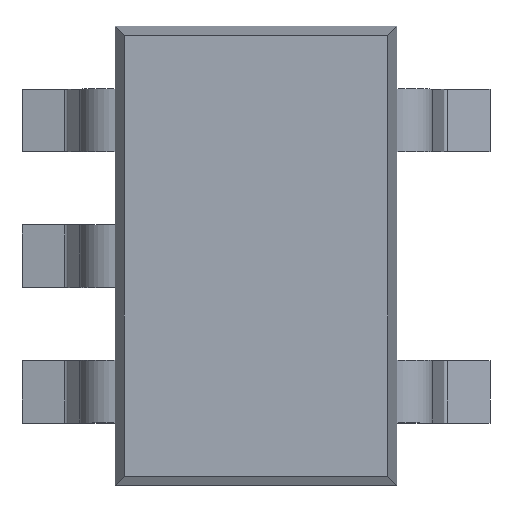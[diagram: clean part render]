
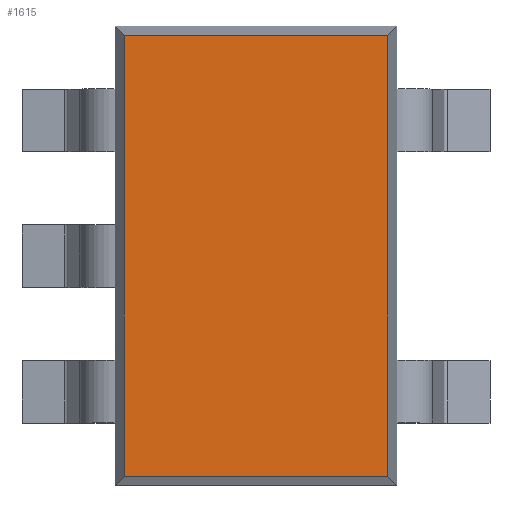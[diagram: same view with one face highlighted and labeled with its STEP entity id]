
A CAD part, top view. The second image highlights one B-rep face of the part: STEP entity #1615.
In plain terms, the highlighted planar face has unit normal (0, 0, 1).
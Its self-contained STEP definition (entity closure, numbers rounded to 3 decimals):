
#654 = VERTEX_POINT('',#655);
#655 = CARTESIAN_POINT('',(-0.631,1.056,1.1));
#663 = VERTEX_POINT('',#664);
#664 = CARTESIAN_POINT('',(0.631,1.056,1.1));
#670 = EDGE_CURVE('',#654,#663,#671,.T.);
#671 = LINE('',#672,#673);
#672 = CARTESIAN_POINT('',(-0.675,1.056,1.1));
#673 = VECTOR('',#674,1.);
#674 = DIRECTION('',(1.,0.,0.));
#708 = VERTEX_POINT('',#709);
#709 = CARTESIAN_POINT('',(-0.631,-1.056,1.1));
#715 = EDGE_CURVE('',#654,#708,#716,.T.);
#716 = LINE('',#717,#718);
#717 = CARTESIAN_POINT('',(-0.631,1.1,1.1));
#718 = VECTOR('',#719,1.);
#719 = DIRECTION('',(0.,-1.,0.));
#1233 = VERTEX_POINT('',#1234);
#1234 = CARTESIAN_POINT('',(0.631,-1.056,1.1));
#1240 = EDGE_CURVE('',#708,#1233,#1241,.T.);
#1241 = LINE('',#1242,#1243);
#1242 = CARTESIAN_POINT('',(-0.675,-1.056,1.1));
#1243 = VECTOR('',#1244,1.);
#1244 = DIRECTION('',(1.,0.,0.));
#1330 = EDGE_CURVE('',#663,#1233,#1331,.T.);
#1331 = LINE('',#1332,#1333);
#1332 = CARTESIAN_POINT('',(0.631,1.1,1.1));
#1333 = VECTOR('',#1334,1.);
#1334 = DIRECTION('',(0.,-1.,0.));
#1615 = ADVANCED_FACE('',(#1616),#1622,.T.);
#1616 = FACE_BOUND('',#1617,.T.);
#1617 = EDGE_LOOP('',(#1618,#1619,#1620,#1621));
#1618 = ORIENTED_EDGE('',*,*,#670,.F.);
#1619 = ORIENTED_EDGE('',*,*,#715,.T.);
#1620 = ORIENTED_EDGE('',*,*,#1240,.T.);
#1621 = ORIENTED_EDGE('',*,*,#1330,.F.);
#1622 = PLANE('',#1623);
#1623 = AXIS2_PLACEMENT_3D('',#1624,#1625,#1626);
#1624 = CARTESIAN_POINT('',(-0.631,1.1,1.1));
#1625 = DIRECTION('',(0.,0.,1.));
#1626 = DIRECTION('',(1.,0.,0.));
